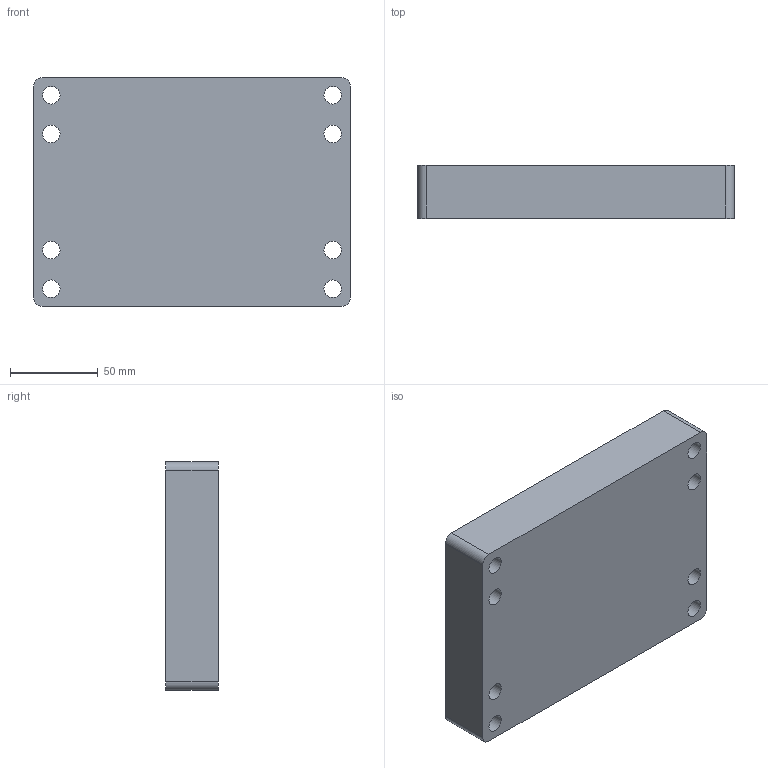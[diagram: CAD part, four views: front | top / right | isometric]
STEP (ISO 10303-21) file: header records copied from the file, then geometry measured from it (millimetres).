
FILE_DESCRIPTION(/* description */ (''),/* implementation_level */ '2;1');
FILE_NAME(/* name */ 'PLATINE.stp',/* time_stamp */ '2021-01-14T20:34:30+01:00',/* author */ ('seb'),/* organization */ (''),/* preprocessor_version */ 'ST-DEVELOPER v18.1',/* originating_system */ 'Autodesk Inventor 2021',/* authorisation */ '');
FILE_SCHEMA (('AUTOMOTIVE_DESIGN { 1 0 10303 214 3 1 1 }'));
Length unit declared in the file: millimetre
Products named in the file (1): PLATINE
Bounding box: 180 x 30 x 130 mm (x, y, z)
Volume: 682506.6 mm3; surface area: 71382.7 mm2
Topology: 1 solids, 1 shells, 18 faces, 74 edges, 68 vertices
Faces by surface type: cylinder 12, plane 6
Full cylindrical faces by diameter (mm): 10 x8
Entity records: 832 total; most frequent: DIRECTION 150, CARTESIAN_POINT 147, ORIENTED_EDGE 112, AXIS2_PLACEMENT_3D 63, EDGE_CURVE 56, CIRCLE 44, VERTEX_POINT 40, EDGE_LOOP 34
